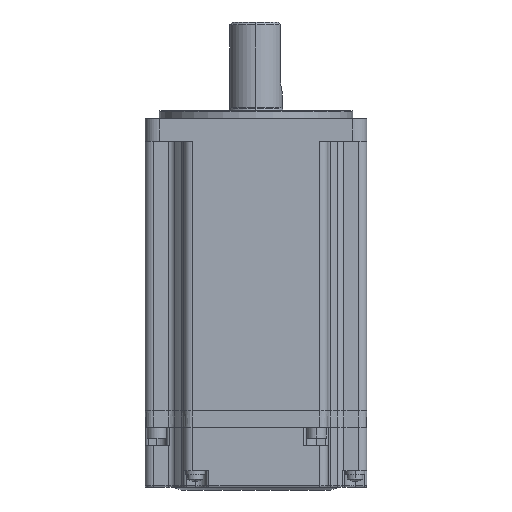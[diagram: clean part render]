
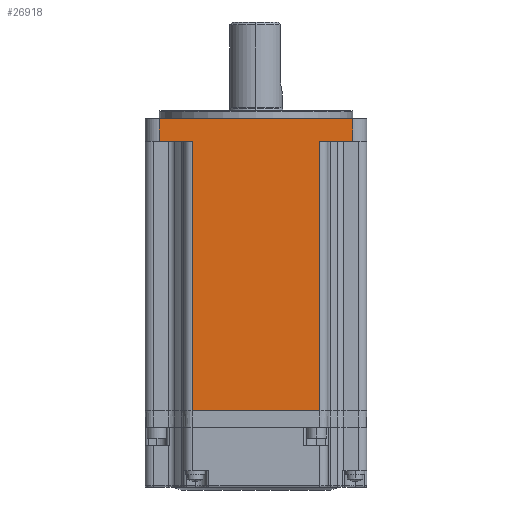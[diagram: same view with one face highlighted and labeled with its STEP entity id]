
A CAD part, front view. The second image highlights one B-rep face of the part: STEP entity #26918.
In plain terms, the highlighted planar face has unit normal (0, -1, 0).
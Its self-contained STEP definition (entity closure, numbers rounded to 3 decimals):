
#161 = ORIENTED_EDGE ( 'NONE', *, *, #19406, .T. ) ;
#1104 = DIRECTION ( 'NONE',  ( 0., 0., 1. ) ) ;
#1601 = VERTEX_POINT ( 'NONE', #24972 ) ;
#1801 = DIRECTION ( 'NONE',  ( -1., 0., 0. ) ) ;
#2094 = VERTEX_POINT ( 'NONE', #6320 ) ;
#3210 = EDGE_CURVE ( 'NONE', #12858, #2094, #6752, .T. ) ;
#3355 = LINE ( 'NONE', #10299, #16079 ) ;
#3728 = EDGE_CURVE ( 'NONE', #24518, #2094, #11512, .T. ) ;
#4207 = ORIENTED_EDGE ( 'NONE', *, *, #22855, .T. ) ;
#5251 = AXIS2_PLACEMENT_3D ( 'NONE', #12962, #8176, #14765 ) ;
#5427 = EDGE_CURVE ( 'NONE', #8909, #16911, #20141, .T. ) ;
#6320 = CARTESIAN_POINT ( 'NONE',  ( -23., -40., -97.4 ) ) ;
#6752 = LINE ( 'NONE', #29309, #20288 ) ;
#7337 = ORIENTED_EDGE ( 'NONE', *, *, #5427, .T. ) ;
#7374 = DIRECTION ( 'NONE',  ( 0., 0., 1. ) ) ;
#7445 = VECTOR ( 'NONE', #7374, 1000. ) ;
#7556 = CARTESIAN_POINT ( 'NONE',  ( -40., -40., 0. ) ) ;
#7679 = LINE ( 'NONE', #28711, #25912 ) ;
#7819 = LINE ( 'NONE', #23870, #17048 ) ;
#8176 = DIRECTION ( 'NONE',  ( 0., 1., 0. ) ) ;
#8909 = VERTEX_POINT ( 'NONE', #22759 ) ;
#9881 = DIRECTION ( 'NONE',  ( 0., 0., -1. ) ) ;
#9982 = EDGE_LOOP ( 'NONE', ( #4207, #11540, #20980, #29096, #7337, #21363, #13374, #161 ) ) ;
#10299 = CARTESIAN_POINT ( 'NONE',  ( 35., -40., 8. ) ) ;
#11512 = LINE ( 'NONE', #13906, #28022 ) ;
#11540 = ORIENTED_EDGE ( 'NONE', *, *, #3728, .T. ) ;
#12468 = DIRECTION ( 'NONE',  ( 0., 0., -1. ) ) ;
#12818 = FACE_OUTER_BOUND ( 'NONE', #9982, .T. ) ;
#12858 = VERTEX_POINT ( 'NONE', #25080 ) ;
#12949 = DIRECTION ( 'NONE',  ( 1., 0., 0. ) ) ;
#12962 = CARTESIAN_POINT ( 'NONE',  ( -40., -40., 8. ) ) ;
#13277 = VERTEX_POINT ( 'NONE', #18427 ) ;
#13374 = ORIENTED_EDGE ( 'NONE', *, *, #27315, .F. ) ;
#13906 = CARTESIAN_POINT ( 'NONE',  ( -23., -40., 8. ) ) ;
#14765 = DIRECTION ( 'NONE',  ( 0., 0., 1. ) ) ;
#14847 = VECTOR ( 'NONE', #19411, 1000. ) ;
#14861 = EDGE_CURVE ( 'NONE', #16911, #13277, #3355, .T. ) ;
#16079 = VECTOR ( 'NONE', #1104, 1000. ) ;
#16911 = VERTEX_POINT ( 'NONE', #22973 ) ;
#17014 = LINE ( 'NONE', #7556, #14847 ) ;
#17048 = VECTOR ( 'NONE', #12468, 1000. ) ;
#18032 = VECTOR ( 'NONE', #12949, 1000. ) ;
#18427 = CARTESIAN_POINT ( 'NONE',  ( 35., -40., 8. ) ) ;
#19275 = EDGE_CURVE ( 'NONE', #12858, #8909, #22984, .T. ) ;
#19406 = EDGE_CURVE ( 'NONE', #1601, #29637, #7819, .T. ) ;
#19411 = DIRECTION ( 'NONE',  ( 1., 0., 0. ) ) ;
#19523 = DIRECTION ( 'NONE',  ( 1., 0., 0. ) ) ;
#20141 = LINE ( 'NONE', #24961, #18032 ) ;
#20288 = VECTOR ( 'NONE', #1801, 1000. ) ;
#20593 = CARTESIAN_POINT ( 'NONE',  ( -35., -40., 0. ) ) ;
#20980 = ORIENTED_EDGE ( 'NONE', *, *, #3210, .F. ) ;
#21363 = ORIENTED_EDGE ( 'NONE', *, *, #14861, .T. ) ;
#22759 = CARTESIAN_POINT ( 'NONE',  ( 23., -40., 0. ) ) ;
#22855 = EDGE_CURVE ( 'NONE', #29637, #24518, #17014, .T. ) ;
#22973 = CARTESIAN_POINT ( 'NONE',  ( 35., -40., 0. ) ) ;
#22984 = LINE ( 'NONE', #27947, #7445 ) ;
#23783 = PLANE ( 'NONE',  #5251 ) ;
#23870 = CARTESIAN_POINT ( 'NONE',  ( -35., -40., 8. ) ) ;
#24518 = VERTEX_POINT ( 'NONE', #25043 ) ;
#24961 = CARTESIAN_POINT ( 'NONE',  ( -40., -40., 0. ) ) ;
#24972 = CARTESIAN_POINT ( 'NONE',  ( -35., -40., 8. ) ) ;
#25043 = CARTESIAN_POINT ( 'NONE',  ( -23., -40., 0. ) ) ;
#25080 = CARTESIAN_POINT ( 'NONE',  ( 23., -40., -97.4 ) ) ;
#25912 = VECTOR ( 'NONE', #19523, 1000. ) ;
#26918 = ADVANCED_FACE ( 'NONE', ( #12818 ), #23783, .F. ) ;
#27315 = EDGE_CURVE ( 'NONE', #1601, #13277, #7679, .T. ) ;
#27947 = CARTESIAN_POINT ( 'NONE',  ( 23., -40., 8. ) ) ;
#28022 = VECTOR ( 'NONE', #9881, 1000. ) ;
#28711 = CARTESIAN_POINT ( 'NONE',  ( -40., -40., 8. ) ) ;
#29096 = ORIENTED_EDGE ( 'NONE', *, *, #19275, .T. ) ;
#29309 = CARTESIAN_POINT ( 'NONE',  ( -26., -40., -97.4 ) ) ;
#29637 = VERTEX_POINT ( 'NONE', #20593 ) ;
